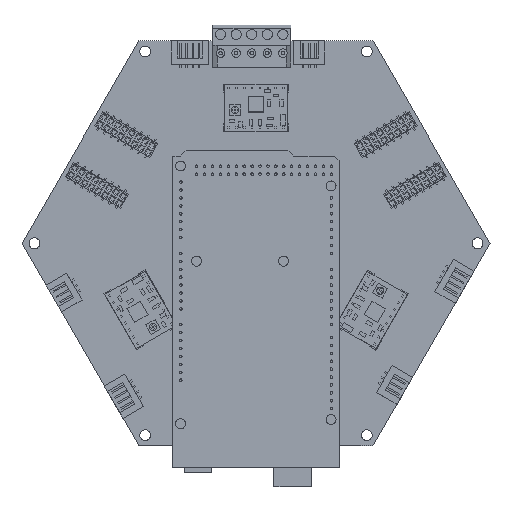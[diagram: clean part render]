
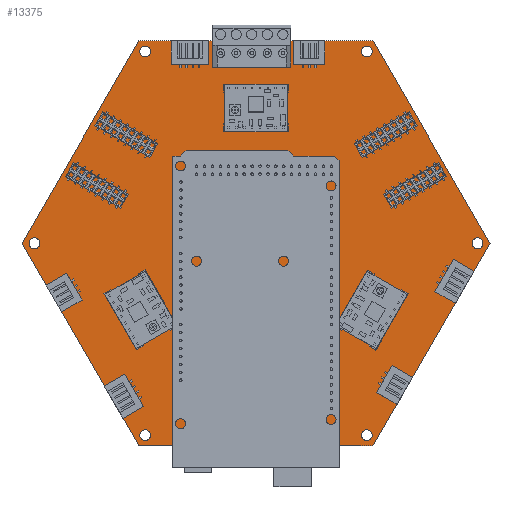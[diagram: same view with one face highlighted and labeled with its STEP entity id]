
A CAD part, top view. The second image highlights one B-rep face of the part: STEP entity #13375.
In plain terms, the highlighted planar face has unit normal (0, 0, 1).
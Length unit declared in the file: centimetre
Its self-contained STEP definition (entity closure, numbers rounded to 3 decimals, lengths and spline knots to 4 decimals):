
#1087=VECTOR('',#15190,1.);
#1091=VECTOR('',#15195,1.);
#1094=VECTOR('',#15199,1.);
#1097=VECTOR('',#15203,1.);
#1100=VECTOR('',#15207,1.);
#1103=VECTOR('',#15211,1.);
#2514=LINE('',#17989,#1087);
#2518=LINE('',#17998,#1091);
#2521=LINE('',#18004,#1094);
#2524=LINE('',#18010,#1097);
#2527=LINE('',#18016,#1100);
#2530=LINE('',#18022,#1103);
#3947=PLANE('',#14190);
#4538=VERTEX_POINT('',#17962);
#4540=VERTEX_POINT('',#17967);
#4542=VERTEX_POINT('',#17972);
#4544=VERTEX_POINT('',#17977);
#4546=VERTEX_POINT('',#17982);
#4548=VERTEX_POINT('',#17987);
#4549=VERTEX_POINT('',#17990);
#4550=VERTEX_POINT('',#17991);
#4553=VERTEX_POINT('',#17999);
#4555=VERTEX_POINT('',#18005);
#4557=VERTEX_POINT('',#18011);
#4559=VERTEX_POINT('',#18017);
#5732=CIRCLE('',#14168,0.175);
#5734=CIRCLE('',#14171,0.175);
#5736=CIRCLE('',#14174,0.175);
#5738=CIRCLE('',#14177,0.175);
#5740=CIRCLE('',#14180,0.175);
#5742=CIRCLE('',#14183,0.175);
#5970=EDGE_CURVE('',#4538,#4538,#5732,.T.);
#5972=EDGE_CURVE('',#4540,#4540,#5734,.T.);
#5974=EDGE_CURVE('',#4542,#4542,#5736,.T.);
#5976=EDGE_CURVE('',#4544,#4544,#5738,.T.);
#5978=EDGE_CURVE('',#4546,#4546,#5740,.T.);
#5980=EDGE_CURVE('',#4548,#4548,#5742,.T.);
#5981=EDGE_CURVE('',#4549,#4550,#2514,.T.);
#5985=EDGE_CURVE('',#4550,#4553,#2518,.T.);
#5988=EDGE_CURVE('',#4553,#4555,#2521,.T.);
#5991=EDGE_CURVE('',#4555,#4557,#2524,.T.);
#5994=EDGE_CURVE('',#4557,#4559,#2527,.T.);
#5997=EDGE_CURVE('',#4559,#4549,#2530,.T.);
#7715=ORIENTED_EDGE('',*,*,#5970,.T.);
#7716=ORIENTED_EDGE('',*,*,#5972,.T.);
#7717=ORIENTED_EDGE('',*,*,#5974,.T.);
#7718=ORIENTED_EDGE('',*,*,#5976,.T.);
#7719=ORIENTED_EDGE('',*,*,#5978,.T.);
#7720=ORIENTED_EDGE('',*,*,#5980,.T.);
#7721=ORIENTED_EDGE('',*,*,#5981,.F.);
#7722=ORIENTED_EDGE('',*,*,#5997,.F.);
#7723=ORIENTED_EDGE('',*,*,#5994,.F.);
#7724=ORIENTED_EDGE('',*,*,#5991,.F.);
#7725=ORIENTED_EDGE('',*,*,#5988,.F.);
#7726=ORIENTED_EDGE('',*,*,#5985,.F.);
#11117=EDGE_LOOP('',(#7715));
#11118=EDGE_LOOP('',(#7716));
#11119=EDGE_LOOP('',(#7717));
#11120=EDGE_LOOP('',(#7718));
#11121=EDGE_LOOP('',(#7719));
#11122=EDGE_LOOP('',(#7720));
#11123=EDGE_LOOP('',(#7721,#7722,#7723,#7724,#7725,#7726));
#12249=FACE_BOUND('',#11117,.T.);
#12250=FACE_BOUND('',#11118,.T.);
#12251=FACE_BOUND('',#11119,.T.);
#12252=FACE_BOUND('',#11120,.T.);
#12253=FACE_BOUND('',#11121,.T.);
#12254=FACE_BOUND('',#11122,.T.);
#12255=FACE_BOUND('',#11123,.T.);
#13375=ADVANCED_FACE('',(#12249,#12250,#12251,#12252,#12253,#12254,#12255),
#3947,.T.);
#14168=AXIS2_PLACEMENT_3D('',#17961,#15157,#15158);
#14171=AXIS2_PLACEMENT_3D('',#17966,#15163,#15164);
#14174=AXIS2_PLACEMENT_3D('',#17971,#15169,#15170);
#14177=AXIS2_PLACEMENT_3D('',#17976,#15175,#15176);
#14180=AXIS2_PLACEMENT_3D('',#17981,#15181,#15182);
#14183=AXIS2_PLACEMENT_3D('',#17986,#15187,#15188);
#14190=AXIS2_PLACEMENT_3D('',#18024,#15213,$);
#15157=DIRECTION('',(0.,0.,-1.));
#15158=DIRECTION('',(0.087,-0.152,0.));
#15163=DIRECTION('',(0.,0.,-1.));
#15164=DIRECTION('',(-0.088,-0.152,0.));
#15169=DIRECTION('',(0.,0.,-1.));
#15170=DIRECTION('',(-0.175,0.,0.));
#15175=DIRECTION('',(0.,0.,-1.));
#15176=DIRECTION('',(-0.087,0.152,0.));
#15181=DIRECTION('',(0.,0.,-1.));
#15182=DIRECTION('',(0.087,0.152,0.));
#15187=DIRECTION('',(0.,0.,-1.));
#15188=DIRECTION('',(0.175,0.,0.));
#15190=DIRECTION('',(-1.,0.,0.));
#15195=DIRECTION('',(-0.5,0.866,0.));
#15199=DIRECTION('',(0.5,0.866,0.));
#15203=DIRECTION('',(1.,0.,0.));
#15207=DIRECTION('',(0.5,-0.866,0.));
#15211=DIRECTION('',(-0.5,-0.866,0.));
#15213=DIRECTION('',(0.,0.,1.));
#17961=CARTESIAN_POINT('',(-3.55,-6.1488,0.1588));
#17962=CARTESIAN_POINT('',(-3.6375,-5.9972,0.1588));
#17966=CARTESIAN_POINT('',(-7.1,0.,0.1588));
#17967=CARTESIAN_POINT('',(-7.0125,0.1516,0.1588));
#17971=CARTESIAN_POINT('',(-3.55,6.1488,0.1588));
#17972=CARTESIAN_POINT('',(-3.375,6.1488,0.1588));
#17976=CARTESIAN_POINT('',(3.55,6.1488,0.1588));
#17977=CARTESIAN_POINT('',(3.6375,5.9972,0.1588));
#17981=CARTESIAN_POINT('',(7.1,0.,0.1588));
#17982=CARTESIAN_POINT('',(7.0125,-0.1516,0.1588));
#17986=CARTESIAN_POINT('',(3.55,-6.1488,0.1588));
#17987=CARTESIAN_POINT('',(3.375,-6.1488,0.1588));
#17989=CARTESIAN_POINT('',(-3.75,-6.4952,0.1588));
#17990=CARTESIAN_POINT('',(3.75,-6.4952,0.1588));
#17991=CARTESIAN_POINT('',(-3.75,-6.4952,0.1588));
#17998=CARTESIAN_POINT('',(-7.5,0.,0.1588));
#17999=CARTESIAN_POINT('',(-7.5,0.,0.1588));
#18004=CARTESIAN_POINT('',(-3.75,6.4952,0.1588));
#18005=CARTESIAN_POINT('',(-3.75,6.4952,0.1588));
#18010=CARTESIAN_POINT('',(3.75,6.4952,0.1588));
#18011=CARTESIAN_POINT('',(3.75,6.4952,0.1588));
#18016=CARTESIAN_POINT('',(7.5,0.,0.1588));
#18017=CARTESIAN_POINT('',(7.5,0.,0.1588));
#18022=CARTESIAN_POINT('',(3.75,-6.4952,0.1588));
#18024=CARTESIAN_POINT('',(0.,0.,
0.1588));
